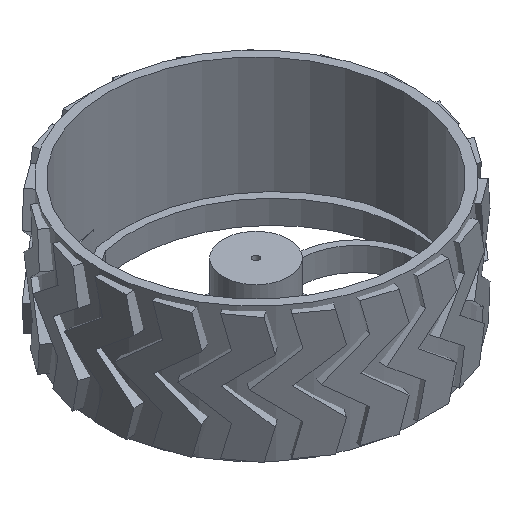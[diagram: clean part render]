
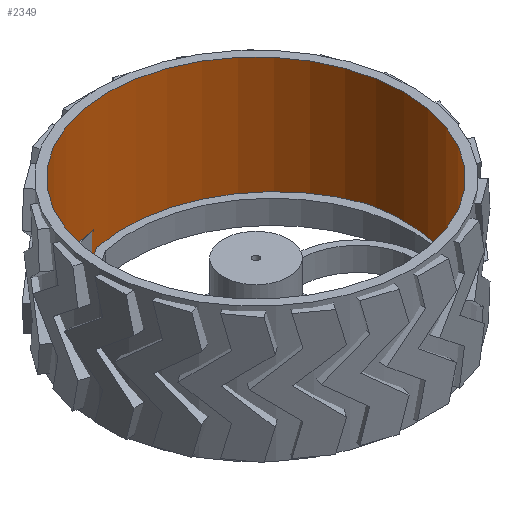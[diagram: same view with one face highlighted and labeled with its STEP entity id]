
A CAD part, isometric view. The second image highlights one B-rep face of the part: STEP entity #2349.
In plain terms, the highlighted cylindrical face has radius 68 mm (diameter 136 mm), a full revolution.
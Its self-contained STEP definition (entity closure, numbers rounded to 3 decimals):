
#2302 = PLANE('',#2303);
#2303 = AXIS2_PLACEMENT_3D('',#2304,#2305,#2306);
#2304 = CARTESIAN_POINT('',(72.,-0.125,61.8));
#2305 = DIRECTION('',(0.,0.,-1.));
#2306 = DIRECTION('',(-1.,0.,0.));
#2334 = PLANE('',#2335);
#2335 = AXIS2_PLACEMENT_3D('',#2336,#2337,#2338);
#2336 = CARTESIAN_POINT('',(72.,-0.125,0.));
#2337 = DIRECTION('',(0.,0.,-1.));
#2338 = DIRECTION('',(-1.,0.,0.));
#2349 = ADVANCED_FACE('',(#2350),#2364,.F.);
#2350 = FACE_BOUND('',#2351,.T.);
#2351 = EDGE_LOOP('',(#2352,#2382,#2408,#2409));
#2352 = ORIENTED_EDGE('',*,*,#2353,.T.);
#2353 = EDGE_CURVE('',#2354,#2356,#2358,.T.);
#2354 = VERTEX_POINT('',#2355);
#2355 = CARTESIAN_POINT('',(68.,0.,0.));
#2356 = VERTEX_POINT('',#2357);
#2357 = CARTESIAN_POINT('',(68.,0.,61.8));
#2358 = SEAM_CURVE('',#2359,(#2363,#2375),.PCURVE_S1.);
#2359 = LINE('',#2360,#2361);
#2360 = CARTESIAN_POINT('',(68.,0.,0.));
#2361 = VECTOR('',#2362,1.);
#2362 = DIRECTION('',(0.,0.,1.));
#2363 = PCURVE('',#2364,#2369);
#2364 = CYLINDRICAL_SURFACE('',#2365,68.);
#2365 = AXIS2_PLACEMENT_3D('',#2366,#2367,#2368);
#2366 = CARTESIAN_POINT('',(0.,0.,0.));
#2367 = DIRECTION('',(0.,0.,-1.));
#2368 = DIRECTION('',(1.,0.,0.));
#2369 = DEFINITIONAL_REPRESENTATION('',(#2370),#2374);
#2370 = LINE('',#2371,#2372);
#2371 = CARTESIAN_POINT('',(0.,0.));
#2372 = VECTOR('',#2373,1.);
#2373 = DIRECTION('',(0.,-1.));
#2374 = ( GEOMETRIC_REPRESENTATION_CONTEXT(2) 
PARAMETRIC_REPRESENTATION_CONTEXT() REPRESENTATION_CONTEXT('2D SPACE',''
  ) );
#2375 = PCURVE('',#2364,#2376);
#2376 = DEFINITIONAL_REPRESENTATION('',(#2377),#2381);
#2377 = LINE('',#2378,#2379);
#2378 = CARTESIAN_POINT('',(-6.283,0.));
#2379 = VECTOR('',#2380,1.);
#2380 = DIRECTION('',(0.,-1.));
#2381 = ( GEOMETRIC_REPRESENTATION_CONTEXT(2) 
PARAMETRIC_REPRESENTATION_CONTEXT() REPRESENTATION_CONTEXT('2D SPACE',''
  ) );
#2382 = ORIENTED_EDGE('',*,*,#2383,.T.);
#2383 = EDGE_CURVE('',#2356,#2356,#2384,.T.);
#2384 = SURFACE_CURVE('',#2385,(#2390,#2397),.PCURVE_S1.);
#2385 = CIRCLE('',#2386,68.);
#2386 = AXIS2_PLACEMENT_3D('',#2387,#2388,#2389);
#2387 = CARTESIAN_POINT('',(0.,0.,61.8));
#2388 = DIRECTION('',(0.,0.,1.));
#2389 = DIRECTION('',(1.,0.,0.));
#2390 = PCURVE('',#2364,#2391);
#2391 = DEFINITIONAL_REPRESENTATION('',(#2392),#2396);
#2392 = LINE('',#2393,#2394);
#2393 = CARTESIAN_POINT('',(0.,-61.8));
#2394 = VECTOR('',#2395,1.);
#2395 = DIRECTION('',(-1.,0.));
#2396 = ( GEOMETRIC_REPRESENTATION_CONTEXT(2) 
PARAMETRIC_REPRESENTATION_CONTEXT() REPRESENTATION_CONTEXT('2D SPACE',''
  ) );
#2397 = PCURVE('',#2302,#2398);
#2398 = DEFINITIONAL_REPRESENTATION('',(#2399),#2407);
#2399 = ( BOUNDED_CURVE() B_SPLINE_CURVE(2,(#2400,#2401,#2402,#2403,
#2404,#2405,#2406),.UNSPECIFIED.,.F.,.F.) B_SPLINE_CURVE_WITH_KNOTS((1,2
    ,2,2,2,1),(-2.094,0.,2.094,4.189,
6.283,8.378),.UNSPECIFIED.) CURVE() 
GEOMETRIC_REPRESENTATION_ITEM() RATIONAL_B_SPLINE_CURVE((1.,0.5,1.,0.5,
1.,0.5,1.)) REPRESENTATION_ITEM('') );
#2400 = CARTESIAN_POINT('',(4.,0.125));
#2401 = CARTESIAN_POINT('',(4.,117.904));
#2402 = CARTESIAN_POINT('',(106.,59.014));
#2403 = CARTESIAN_POINT('',(208.,0.125));
#2404 = CARTESIAN_POINT('',(106.,-58.765));
#2405 = CARTESIAN_POINT('',(4.,-117.655));
#2406 = CARTESIAN_POINT('',(4.,0.125));
#2407 = ( GEOMETRIC_REPRESENTATION_CONTEXT(2) 
PARAMETRIC_REPRESENTATION_CONTEXT() REPRESENTATION_CONTEXT('2D SPACE',''
  ) );
#2408 = ORIENTED_EDGE('',*,*,#2353,.F.);
#2409 = ORIENTED_EDGE('',*,*,#2410,.F.);
#2410 = EDGE_CURVE('',#2354,#2354,#2411,.T.);
#2411 = SURFACE_CURVE('',#2412,(#2417,#2424),.PCURVE_S1.);
#2412 = CIRCLE('',#2413,68.);
#2413 = AXIS2_PLACEMENT_3D('',#2414,#2415,#2416);
#2414 = CARTESIAN_POINT('',(0.,0.,0.));
#2415 = DIRECTION('',(0.,0.,1.));
#2416 = DIRECTION('',(1.,0.,0.));
#2417 = PCURVE('',#2364,#2418);
#2418 = DEFINITIONAL_REPRESENTATION('',(#2419),#2423);
#2419 = LINE('',#2420,#2421);
#2420 = CARTESIAN_POINT('',(0.,0.));
#2421 = VECTOR('',#2422,1.);
#2422 = DIRECTION('',(-1.,0.));
#2423 = ( GEOMETRIC_REPRESENTATION_CONTEXT(2) 
PARAMETRIC_REPRESENTATION_CONTEXT() REPRESENTATION_CONTEXT('2D SPACE',''
  ) );
#2424 = PCURVE('',#2334,#2425);
#2425 = DEFINITIONAL_REPRESENTATION('',(#2426),#2434);
#2426 = ( BOUNDED_CURVE() B_SPLINE_CURVE(2,(#2427,#2428,#2429,#2430,
#2431,#2432,#2433),.UNSPECIFIED.,.F.,.F.) B_SPLINE_CURVE_WITH_KNOTS((1,2
    ,2,2,2,1),(-2.094,0.,2.094,4.189,
6.283,8.378),.UNSPECIFIED.) CURVE() 
GEOMETRIC_REPRESENTATION_ITEM() RATIONAL_B_SPLINE_CURVE((1.,0.5,1.,0.5,
1.,0.5,1.)) REPRESENTATION_ITEM('') );
#2427 = CARTESIAN_POINT('',(4.,0.125));
#2428 = CARTESIAN_POINT('',(4.,117.904));
#2429 = CARTESIAN_POINT('',(106.,59.014));
#2430 = CARTESIAN_POINT('',(208.,0.125));
#2431 = CARTESIAN_POINT('',(106.,-58.765));
#2432 = CARTESIAN_POINT('',(4.,-117.655));
#2433 = CARTESIAN_POINT('',(4.,0.125));
#2434 = ( GEOMETRIC_REPRESENTATION_CONTEXT(2) 
PARAMETRIC_REPRESENTATION_CONTEXT() REPRESENTATION_CONTEXT('2D SPACE',''
  ) );
